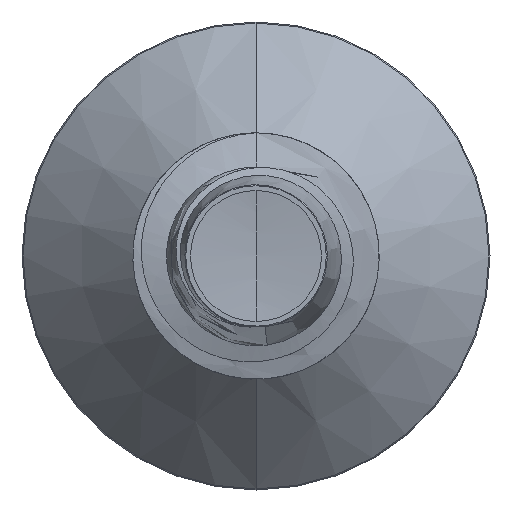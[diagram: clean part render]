
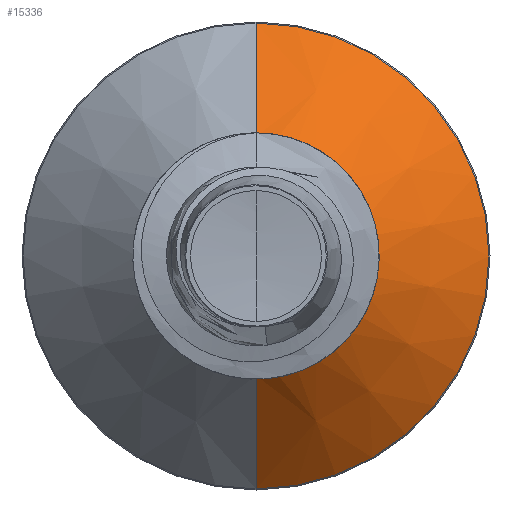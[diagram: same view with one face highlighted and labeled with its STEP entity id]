
A CAD part, front view. The second image highlights one B-rep face of the part: STEP entity #15336.
In plain terms, the highlighted conical face has half-angle 45 degrees and reference radius 0.97 mm.
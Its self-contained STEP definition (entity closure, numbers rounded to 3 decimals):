
#615 = AXIS2_PLACEMENT_3D ( 'NONE', #14250, #6554, #1980 ) ;
#895 = LINE ( 'NONE', #8857, #13990 ) ;
#1157 = CIRCLE ( 'NONE', #3411, 1.891 ) ;
#1980 = DIRECTION ( 'NONE',  ( 0., 0., 1. ) ) ;
#3086 = CARTESIAN_POINT ( 'NONE',  ( 0., 8.72, 0.97 ) ) ;
#3411 = AXIS2_PLACEMENT_3D ( 'NONE', #6778, #14398, #8139 ) ;
#3709 = CONICAL_SURFACE ( 'NONE', #615, 0.97, 0.785 ) ;
#4151 = CARTESIAN_POINT ( 'NONE',  ( 0., 8.72, -0.97 ) ) ;
#4209 = AXIS2_PLACEMENT_3D ( 'NONE', #12227, #4899, #13204 ) ;
#4462 = LINE ( 'NONE', #4151, #7388 ) ;
#4899 = DIRECTION ( 'NONE',  ( 0., 1., 0. ) ) ;
#5255 = CARTESIAN_POINT ( 'NONE',  ( 0., 9.641, 1.891 ) ) ;
#5438 = VERTEX_POINT ( 'NONE', #5255 ) ;
#6554 = DIRECTION ( 'NONE',  ( 0., 1., 0. ) ) ;
#6778 = CARTESIAN_POINT ( 'NONE',  ( 0., 9.641, 0. ) ) ;
#7388 = VECTOR ( 'NONE', #14589, 1000. ) ;
#7638 = VERTEX_POINT ( 'NONE', #15270 ) ;
#7887 = ORIENTED_EDGE ( 'NONE', *, *, #12628, .T. ) ;
#8139 = DIRECTION ( 'NONE',  ( 0., 0., 1. ) ) ;
#8857 = CARTESIAN_POINT ( 'NONE',  ( 0., 8.72, 0.97 ) ) ;
#10094 = DIRECTION ( 'NONE',  ( 0., 0.707, 0.707 ) ) ;
#10643 = ORIENTED_EDGE ( 'NONE', *, *, #13383, .F. ) ;
#10799 = VERTEX_POINT ( 'NONE', #3086 ) ;
#10968 = ORIENTED_EDGE ( 'NONE', *, *, #11862, .T. ) ;
#11181 = CARTESIAN_POINT ( 'NONE',  ( 0., 8.72, -0.97 ) ) ;
#11862 = EDGE_CURVE ( 'NONE', #10799, #14881, #13422, .T. ) ;
#12039 = FACE_OUTER_BOUND ( 'NONE', #13161, .T. ) ;
#12227 = CARTESIAN_POINT ( 'NONE',  ( 0., 8.72, 0. ) ) ;
#12499 = EDGE_CURVE ( 'NONE', #5438, #7638, #1157, .T. ) ;
#12628 = EDGE_CURVE ( 'NONE', #14881, #7638, #4462, .T. ) ;
#13161 = EDGE_LOOP ( 'NONE', ( #10968, #7887, #15642, #10643 ) ) ;
#13204 = DIRECTION ( 'NONE',  ( 0., 0., 1. ) ) ;
#13383 = EDGE_CURVE ( 'NONE', #10799, #5438, #895, .T. ) ;
#13422 = CIRCLE ( 'NONE', #4209, 0.97 ) ;
#13990 = VECTOR ( 'NONE', #10094, 1000. ) ;
#14250 = CARTESIAN_POINT ( 'NONE',  ( 0., 8.72, 0. ) ) ;
#14398 = DIRECTION ( 'NONE',  ( 0., 1., 0. ) ) ;
#14589 = DIRECTION ( 'NONE',  ( 0., 0.707, -0.707 ) ) ;
#14881 = VERTEX_POINT ( 'NONE', #11181 ) ;
#15270 = CARTESIAN_POINT ( 'NONE',  ( 0., 9.641, -1.891 ) ) ;
#15336 = ADVANCED_FACE ( 'NONE', ( #12039 ), #3709, .T. ) ;
#15642 = ORIENTED_EDGE ( 'NONE', *, *, #12499, .F. ) ;
